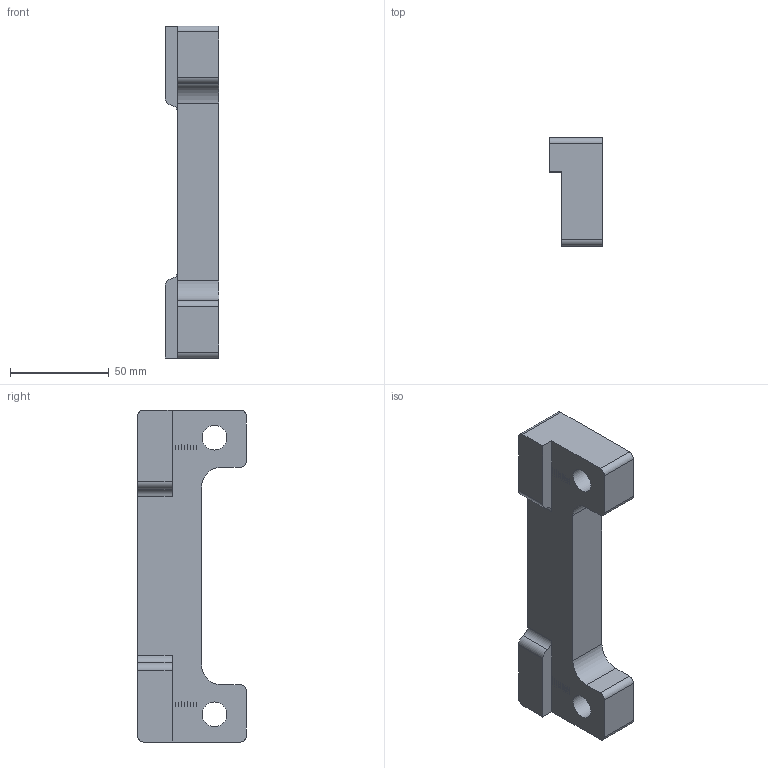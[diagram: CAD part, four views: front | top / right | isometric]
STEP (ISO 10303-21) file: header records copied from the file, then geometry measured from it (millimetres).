
FILE_DESCRIPTION(/* description */ (''),/* implementation_level */ '2;1');
FILE_NAME(/* name */ 'Cale etrier 340mm 7R v4.step',/* time_stamp */ '2024-04-04T00:00:51+02:00',/* author */ (''),/* organization */ (''),/* preprocessor_version */ 'ST-DEVELOPER v20',/* originating_system */ 'Autodesk Translation Framework v12.20.1.177',/* authorisation */ '');
FILE_SCHEMA (('AUTOMOTIVE_DESIGN { 1 0 10303 214 3 1 1 }'));
Length unit declared in the file: millimetre
Products named in the file (1): Cale etrier 340mm 7R
Bounding box: 27.3 x 54.8 x 168 mm (x, y, z)
Volume: 136309.4 mm3; surface area: 29990.3 mm2
Topology: 1 solids, 1 shells, 120 faces, 402 edges, 268 vertices
Faces by surface type: cylinder 100, plane 16, bspline 4
Full cylindrical faces by diameter (mm): 12.5 x2, 12.526 x38, 14.203 x22
Entity records: 15087 total; most frequent: CARTESIAN_POINT 11887, ORIENTED_EDGE 804, DIRECTION 456, EDGE_CURVE 402, VERTEX_POINT 268, B_SPLINE_CURVE_WITH_KNOTS 216, AXIS2_PLACEMENT_3D 153, LINE 150
